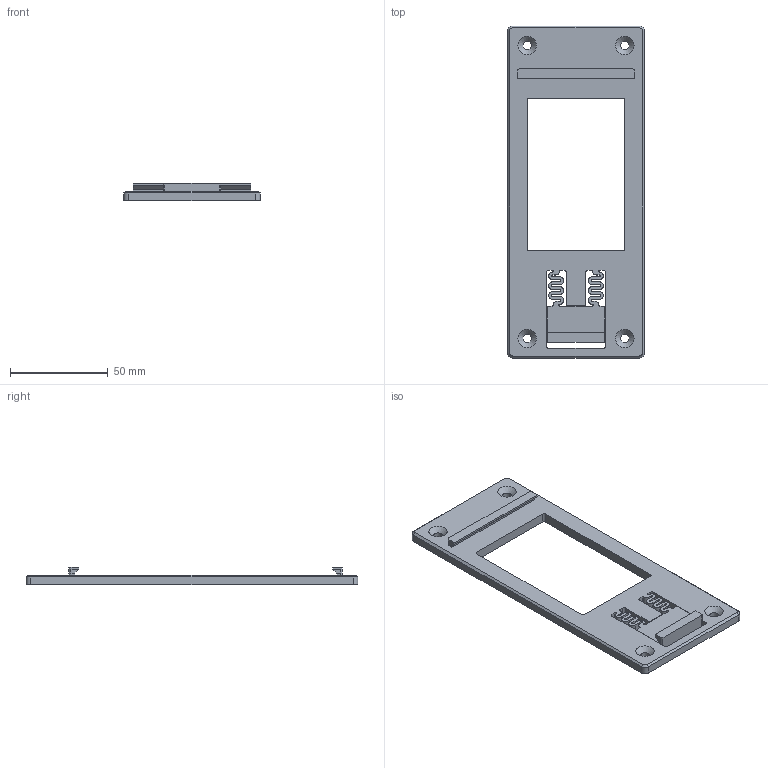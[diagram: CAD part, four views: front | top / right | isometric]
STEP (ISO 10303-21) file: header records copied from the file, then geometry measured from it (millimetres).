
FILE_DESCRIPTION(('FreeCAD Model'),'2;1');
FILE_NAME('Open CASCADE Shape Model','2025-06-05T22:40:25',('FreeCAD'),( 'FreeCAD'),'Open CASCADE STEP processor 7.7','FreeCAD','Unknown');
FILE_SCHEMA(('AUTOMOTIVE_DESIGN { 1 0 10303 214 1 1 1 1 }'));
Length unit declared in the file: millimetre
Products named in the file (1): Open CASCADE STEP translator 7.7 11
Bounding box: 70 x 170 x 9 mm (x, y, z)
Volume: 39049.4 mm3; surface area: 22110.3 mm2
Topology: 1 solids, 1 shells, 143 faces, 408 edges, 268 vertices
Faces by surface type: plane 69, cylinder 62, cone 8, bspline 4
Full cylindrical faces by diameter (mm): 4.5 x4
Entity records: 4704 total; most frequent: CARTESIAN_POINT 844, ORIENTED_EDGE 816, DIRECTION 808, EDGE_CURVE 408, AXIS2_PLACEMENT_3D 272, VERTEX_POINT 268, LINE 264, VECTOR 264
